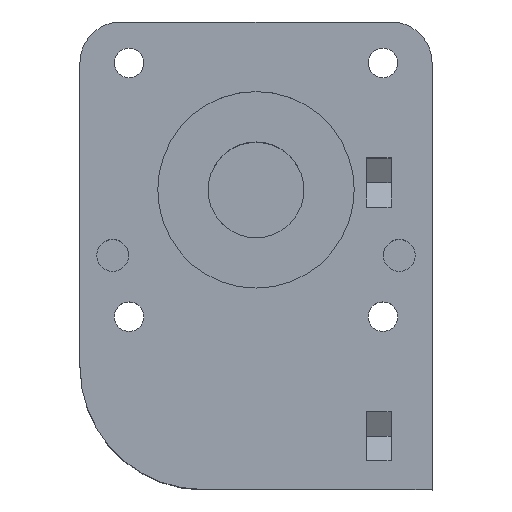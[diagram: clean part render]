
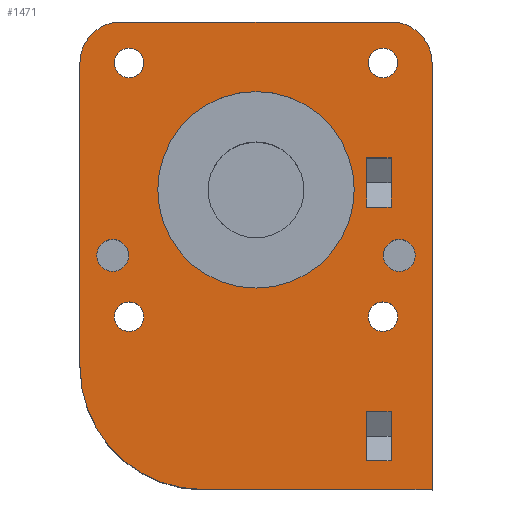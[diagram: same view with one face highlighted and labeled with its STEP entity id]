
A CAD part, top view. The second image highlights one B-rep face of the part: STEP entity #1471.
In plain terms, the highlighted planar face has unit normal (0, 0, 1).
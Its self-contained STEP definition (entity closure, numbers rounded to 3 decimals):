
#55=FACE_BOUND('',#252,.T.);
#56=FACE_BOUND('',#253,.T.);
#57=FACE_BOUND('',#254,.T.);
#58=FACE_BOUND('',#255,.T.);
#59=FACE_BOUND('',#256,.T.);
#60=FACE_BOUND('',#257,.T.);
#61=FACE_BOUND('',#258,.T.);
#62=FACE_BOUND('',#259,.T.);
#63=FACE_BOUND('',#260,.T.);
#89=PLANE('',#1607);
#159=FACE_OUTER_BOUND('',#251,.T.);
#251=EDGE_LOOP('',(#1196,#1197,#1198,#1199,#1200,#1201,#1202));
#252=EDGE_LOOP('',(#1203));
#253=EDGE_LOOP('',(#1204));
#254=EDGE_LOOP('',(#1205));
#255=EDGE_LOOP('',(#1206));
#256=EDGE_LOOP('',(#1207));
#257=EDGE_LOOP('',(#1208));
#258=EDGE_LOOP('',(#1209,#1210,#1211,#1212));
#259=EDGE_LOOP('',(#1213,#1214,#1215,#1216));
#260=EDGE_LOOP('',(#1217));
#317=LINE('',#2110,#436);
#326=LINE('',#2149,#445);
#373=LINE('',#2646,#492);
#376=LINE('',#2660,#495);
#377=LINE('',#2663,#496);
#378=LINE('',#2665,#497);
#379=LINE('',#2667,#498);
#380=LINE('',#2668,#499);
#381=LINE('',#2671,#500);
#382=LINE('',#2673,#501);
#383=LINE('',#2675,#502);
#384=LINE('',#2676,#503);
#436=VECTOR('',#1682,10.);
#445=VECTOR('',#1711,10.);
#492=VECTOR('',#1902,10.);
#495=VECTOR('',#1919,10.);
#496=VECTOR('',#1920,10.);
#497=VECTOR('',#1921,10.);
#498=VECTOR('',#1922,10.);
#499=VECTOR('',#1923,10.);
#500=VECTOR('',#1924,10.);
#501=VECTOR('',#1925,10.);
#502=VECTOR('',#1926,10.);
#503=VECTOR('',#1927,10.);
#552=CIRCLE('',#1517,5.);
#559=CIRCLE('',#1527,5.);
#570=CIRCLE('',#1550,1.95);
#572=CIRCLE('',#1554,1.95);
#574=CIRCLE('',#1558,1.8);
#575=CIRCLE('',#1560,1.8);
#576=CIRCLE('',#1562,1.8);
#577=CIRCLE('',#1564,1.8);
#600=CIRCLE('',#1606,15.);
#601=CIRCLE('',#1608,12.);
#622=VERTEX_POINT('',#2100);
#623=VERTEX_POINT('',#2102);
#625=VERTEX_POINT('',#2108);
#635=VERTEX_POINT('',#2132);
#639=VERTEX_POINT('',#2147);
#676=VERTEX_POINT('',#2483);
#678=VERTEX_POINT('',#2490);
#680=VERTEX_POINT('',#2497);
#681=VERTEX_POINT('',#2501);
#682=VERTEX_POINT('',#2505);
#683=VERTEX_POINT('',#2509);
#710=VERTEX_POINT('',#2645);
#714=VERTEX_POINT('',#2656);
#715=VERTEX_POINT('',#2661);
#716=VERTEX_POINT('',#2662);
#717=VERTEX_POINT('',#2664);
#718=VERTEX_POINT('',#2666);
#719=VERTEX_POINT('',#2669);
#720=VERTEX_POINT('',#2670);
#721=VERTEX_POINT('',#2672);
#722=VERTEX_POINT('',#2674);
#723=VERTEX_POINT('',#2677);
#761=EDGE_CURVE('',#622,#623,#552,.T.);
#765=EDGE_CURVE('',#622,#625,#317,.T.);
#777=EDGE_CURVE('',#635,#625,#559,.T.);
#782=EDGE_CURVE('',#639,#635,#326,.T.);
#827=EDGE_CURVE('',#676,#676,#570,.T.);
#830=EDGE_CURVE('',#678,#678,#572,.T.);
#833=EDGE_CURVE('',#680,#680,#574,.T.);
#835=EDGE_CURVE('',#681,#681,#575,.T.);
#837=EDGE_CURVE('',#682,#682,#576,.T.);
#839=EDGE_CURVE('',#683,#683,#577,.T.);
#888=EDGE_CURVE('',#710,#623,#373,.T.);
#895=EDGE_CURVE('',#714,#639,#600,.T.);
#896=EDGE_CURVE('',#710,#714,#376,.T.);
#897=EDGE_CURVE('',#715,#716,#377,.T.);
#898=EDGE_CURVE('',#716,#717,#378,.T.);
#899=EDGE_CURVE('',#717,#718,#379,.T.);
#900=EDGE_CURVE('',#718,#715,#380,.T.);
#901=EDGE_CURVE('',#719,#720,#381,.T.);
#902=EDGE_CURVE('',#720,#721,#382,.T.);
#903=EDGE_CURVE('',#721,#722,#383,.T.);
#904=EDGE_CURVE('',#722,#719,#384,.T.);
#905=EDGE_CURVE('',#723,#723,#601,.T.);
#1196=ORIENTED_EDGE('',*,*,#761,.F.);
#1197=ORIENTED_EDGE('',*,*,#765,.T.);
#1198=ORIENTED_EDGE('',*,*,#777,.F.);
#1199=ORIENTED_EDGE('',*,*,#782,.F.);
#1200=ORIENTED_EDGE('',*,*,#895,.F.);
#1201=ORIENTED_EDGE('',*,*,#896,.F.);
#1202=ORIENTED_EDGE('',*,*,#888,.T.);
#1203=ORIENTED_EDGE('',*,*,#827,.T.);
#1204=ORIENTED_EDGE('',*,*,#830,.T.);
#1205=ORIENTED_EDGE('',*,*,#833,.T.);
#1206=ORIENTED_EDGE('',*,*,#835,.T.);
#1207=ORIENTED_EDGE('',*,*,#837,.T.);
#1208=ORIENTED_EDGE('',*,*,#839,.T.);
#1209=ORIENTED_EDGE('',*,*,#897,.T.);
#1210=ORIENTED_EDGE('',*,*,#898,.T.);
#1211=ORIENTED_EDGE('',*,*,#899,.T.);
#1212=ORIENTED_EDGE('',*,*,#900,.T.);
#1213=ORIENTED_EDGE('',*,*,#901,.T.);
#1214=ORIENTED_EDGE('',*,*,#902,.T.);
#1215=ORIENTED_EDGE('',*,*,#903,.T.);
#1216=ORIENTED_EDGE('',*,*,#904,.T.);
#1217=ORIENTED_EDGE('',*,*,#905,.T.);
#1471=ADVANCED_FACE('',(#159,#55,#56,#57,#58,#59,#60,#61,#62,#63),#89,.T.);
#1517=AXIS2_PLACEMENT_3D('',#2103,#1675,#1676);
#1527=AXIS2_PLACEMENT_3D('',#2134,#1704,#1705);
#1550=AXIS2_PLACEMENT_3D('',#2484,#1767,#1768);
#1554=AXIS2_PLACEMENT_3D('',#2491,#1776,#1777);
#1558=AXIS2_PLACEMENT_3D('',#2498,#1785,#1786);
#1560=AXIS2_PLACEMENT_3D('',#2502,#1790,#1791);
#1562=AXIS2_PLACEMENT_3D('',#2506,#1795,#1796);
#1564=AXIS2_PLACEMENT_3D('',#2510,#1800,#1801);
#1606=AXIS2_PLACEMENT_3D('',#2658,#1915,#1916);
#1607=AXIS2_PLACEMENT_3D('',#2659,#1917,#1918);
#1608=AXIS2_PLACEMENT_3D('',#2678,#1928,#1929);
#1675=DIRECTION('center_axis',(0.,0.,
-1.));
#1676=DIRECTION('ref_axis',(0.707,0.707,0.));
#1682=DIRECTION('',(-1.,0.,0.));
#1704=DIRECTION('center_axis',(0.,0.,
-1.));
#1705=DIRECTION('ref_axis',(-0.707,0.707,0.));
#1711=DIRECTION('',(0.,1.,0.));
#1767=DIRECTION('center_axis',(0.,0.,
-1.));
#1768=DIRECTION('ref_axis',(1.,0.,0.));
#1776=DIRECTION('center_axis',(0.,0.,
-1.));
#1777=DIRECTION('ref_axis',(1.,0.,0.));
#1785=DIRECTION('center_axis',(0.,0.,
-1.));
#1786=DIRECTION('ref_axis',(1.,0.,0.));
#1790=DIRECTION('center_axis',(0.,0.,
-1.));
#1791=DIRECTION('ref_axis',(0.,-1.,0.));
#1795=DIRECTION('center_axis',(0.,0.,
-1.));
#1796=DIRECTION('ref_axis',(0.,1.,0.));
#1800=DIRECTION('center_axis',(0.,0.,
-1.));
#1801=DIRECTION('ref_axis',(-1.,0.,0.));
#1902=DIRECTION('',(0.,1.,0.));
#1915=DIRECTION('center_axis',(0.,0.,
-1.));
#1916=DIRECTION('ref_axis',(-0.707,-0.707,0.));
#1917=DIRECTION('center_axis',(0.,0.,
1.));
#1918=DIRECTION('ref_axis',(0.,1.,0.));
#1919=DIRECTION('',(-1.,0.,0.));
#1920=DIRECTION('',(1.,0.,0.));
#1921=DIRECTION('',(0.,-1.,0.));
#1922=DIRECTION('',(-1.,0.,0.));
#1923=DIRECTION('',(0.,1.,0.));
#1924=DIRECTION('',(-1.,0.,0.));
#1925=DIRECTION('',(0.,1.,0.));
#1926=DIRECTION('',(1.,0.,0.));
#1927=DIRECTION('',(0.,-1.,0.));
#1928=DIRECTION('center_axis',(0.,0.,
-1.));
#1929=DIRECTION('ref_axis',(1.,0.,0.));
#2100=CARTESIAN_POINT('',(-20.25,102.6,29.926));
#2102=CARTESIAN_POINT('',(-15.25,97.6,29.926));
#2103=CARTESIAN_POINT('Origin',(-20.25,97.6,29.926));
#2108=CARTESIAN_POINT('',(-53.25,102.6,29.926));
#2110=CARTESIAN_POINT('',(-15.25,102.6,29.926));
#2132=CARTESIAN_POINT('',(-58.25,97.6,29.926));
#2134=CARTESIAN_POINT('Origin',(-53.25,97.6,29.926));
#2147=CARTESIAN_POINT('',(-58.25,60.5,29.926));
#2149=CARTESIAN_POINT('',(-58.25,45.5,29.926));
#2483=CARTESIAN_POINT('',(-56.2,74.1,29.926));
#2484=CARTESIAN_POINT('Origin',(-54.25,74.1,29.926));
#2490=CARTESIAN_POINT('',(-21.2,74.1,29.926));
#2491=CARTESIAN_POINT('Origin',(-19.25,74.1,29.926));
#2497=CARTESIAN_POINT('',(-54.05,97.6,29.926));
#2498=CARTESIAN_POINT('Origin',(-52.25,97.6,29.926));
#2501=CARTESIAN_POINT('',(-21.25,99.4,29.926));
#2502=CARTESIAN_POINT('Origin',(-21.25,97.6,29.926));
#2505=CARTESIAN_POINT('',(-52.25,64.8,29.926));
#2506=CARTESIAN_POINT('Origin',(-52.25,66.6,29.926));
#2509=CARTESIAN_POINT('',(-19.45,66.6,29.926));
#2510=CARTESIAN_POINT('Origin',(-21.25,66.6,29.926));
#2645=CARTESIAN_POINT('',(-15.25,45.5,29.926));
#2646=CARTESIAN_POINT('',(-15.25,45.5,29.926));
#2656=CARTESIAN_POINT('',(-43.25,45.5,29.926));
#2658=CARTESIAN_POINT('Origin',(-43.25,60.5,29.926));
#2659=CARTESIAN_POINT('Origin',(-15.25,45.5,29.926));
#2660=CARTESIAN_POINT('',(-15.25,45.5,29.926));
#2661=CARTESIAN_POINT('',(-23.25,55.,29.926));
#2662=CARTESIAN_POINT('',(-20.25,55.,29.926));
#2663=CARTESIAN_POINT('',(-17.75,55.,29.926));
#2664=CARTESIAN_POINT('',(-20.25,49.,29.926));
#2665=CARTESIAN_POINT('',(-20.25,48.75,29.926));
#2666=CARTESIAN_POINT('',(-23.25,49.,29.926));
#2667=CARTESIAN_POINT('',(-17.75,49.,29.926));
#2668=CARTESIAN_POINT('',(-23.25,48.75,29.926));
#2669=CARTESIAN_POINT('',(-20.25,80.,29.926));
#2670=CARTESIAN_POINT('',(-23.25,80.,29.926));
#2671=CARTESIAN_POINT('',(-17.75,80.,29.926));
#2672=CARTESIAN_POINT('',(-23.25,86.,29.926));
#2673=CARTESIAN_POINT('',(-23.25,64.25,29.926));
#2674=CARTESIAN_POINT('',(-20.25,86.,29.926));
#2675=CARTESIAN_POINT('',(-17.75,86.,29.926));
#2676=CARTESIAN_POINT('',(-20.25,64.25,29.926));
#2677=CARTESIAN_POINT('',(-48.75,82.1,29.926));
#2678=CARTESIAN_POINT('Origin',(-36.75,82.1,29.926));
